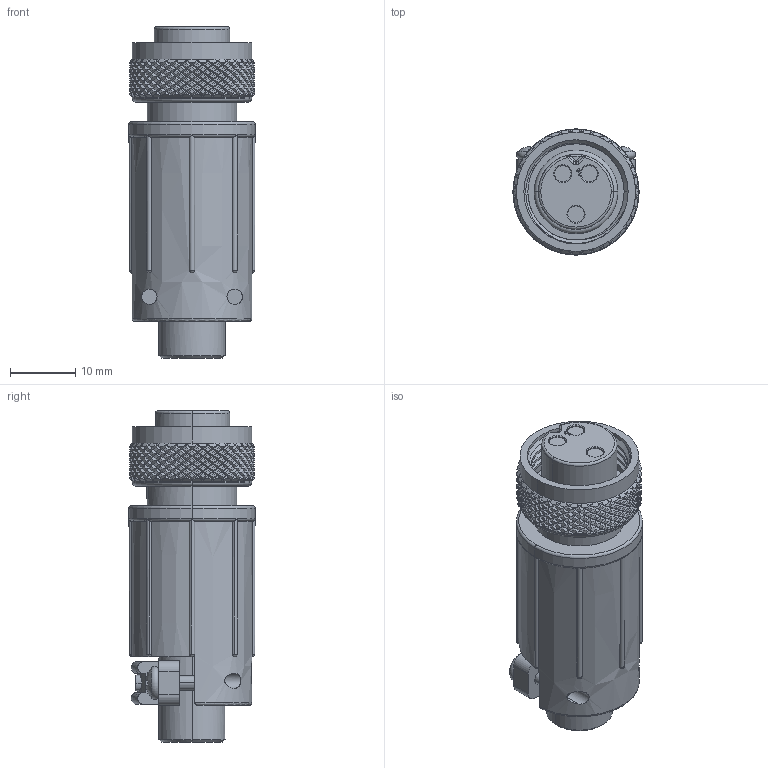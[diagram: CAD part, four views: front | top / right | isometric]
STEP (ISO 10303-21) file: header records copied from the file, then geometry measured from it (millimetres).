
FILE_DESCRIPTION (( 'STEP AP203' ), '1' );
FILE_NAME ('SF6382-3SG-520.STEP', '2017-11-01T20:27:05', ( '' ), ( '' ), 'SwSTEP 2.0', 'SolidWorks 2017', '' );
FILE_SCHEMA (( 'CONFIG_CONTROL_DESIGN' ));
Products named in the file (1): SF6382-3SG-520
Bounding box: 19.38 x 19.38 x 50.98 mm (x, y, z)
Volume: 10795 mm3; surface area: 5131.6 mm2
Topology: 1 solids, 1 shells, 2227 faces, 4774 edges, 2559 vertices
Faces by surface type: bspline 1607, cylinder 440, plane 114, sphere 24, torus 21, cone 21
Entity records: 110795 total; most frequent: CARTESIAN_POINT 79344, ORIENTED_EDGE 9450, EDGE_CURVE 4725, DIRECTION 2838, VERTEX_POINT 2529, EDGE_LOOP 2240, ADVANCED_FACE 2217, FACE_OUTER_BOUND 2217
